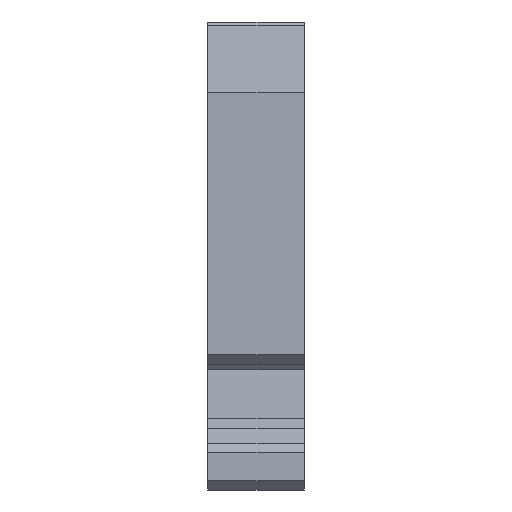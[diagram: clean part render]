
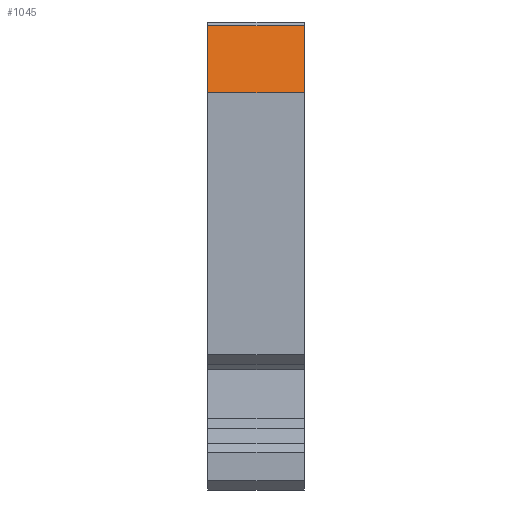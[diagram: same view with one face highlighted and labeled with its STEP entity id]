
A CAD part, left-side view. The second image highlights one B-rep face of the part: STEP entity #1045.
In plain terms, the highlighted free-form (B-spline) face has degree [1, 1] with [2, 2] control points.
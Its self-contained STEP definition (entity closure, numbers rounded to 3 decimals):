
#25=CARTESIAN_POINT('',(-35.75,10.2,35.4));
#26=VERTEX_POINT('',#25);
#27=CARTESIAN_POINT('',(-35.75,0.,35.4));
#28=VERTEX_POINT('',#27);
#29=CARTESIAN_POINT('',(-35.75,10.2,35.4));
#30=CARTESIAN_POINT('',(-35.75,0.,35.4));
#31=B_SPLINE_CURVE_WITH_KNOTS('',1,(#29,#30),.POLYLINE_FORM.,.F.,.U.,(2,2),(0.064,0.781),.UNSPECIFIED.);
#32=EDGE_CURVE('',#26,#28,#31,.T.);
#1011=CARTESIAN_POINT('',(-38.153,-9.026,24.094));
#1012=CARTESIAN_POINT('',(-38.153,29.426,24.094));
#1013=CARTESIAN_POINT('',(-30.159,-9.026,61.706));
#1014=CARTESIAN_POINT('',(-30.159,29.426,61.706));
#1015=B_SPLINE_SURFACE_WITH_KNOTS('',1,1,((#1011,#1012),(#1013,#1014)),.PLANE_SURF.,.F.,.F.,.U.,(2,2),(2,2),(0.,1.),(0.,1.),.UNSPECIFIED.);
#1016=CARTESIAN_POINT('',(-34.25,0.,42.457));
#1017=VERTEX_POINT('',#1016);
#1018=CARTESIAN_POINT('',(-34.245,0.,42.504));
#1019=VERTEX_POINT('',#1018);
#1020=CARTESIAN_POINT('',(-34.25,0.,42.457));
#1021=CARTESIAN_POINT('',(-34.25,0.,42.504));
#1022=B_SPLINE_CURVE_WITH_KNOTS('',1,(#1020,#1021),.POLYLINE_FORM.,.F.,.U.,(2,2),(0.,0.047),.UNSPECIFIED.);
#1023=EDGE_CURVE('',#1017,#1019,#1022,.T.);
#1024=ORIENTED_EDGE('',*,*,#1023,.T.);
#1025=CARTESIAN_POINT('',(-34.24,10.2,42.504));
#1026=VERTEX_POINT('',#1025);
#1027=CARTESIAN_POINT('',(-34.24,0.,42.504));
#1028=CARTESIAN_POINT('',(-34.24,10.2,42.504));
#1029=B_SPLINE_CURVE_WITH_KNOTS('',1,(#1027,#1028),.POLYLINE_FORM.,.F.,.U.,(2,2),(0.,1.),.UNSPECIFIED.);
#1030=EDGE_CURVE('',#1019,#1026,#1029,.T.);
#1031=ORIENTED_EDGE('',*,*,#1030,.T.);
#1032=CARTESIAN_POINT('',(-35.75,10.2,35.4));
#1033=CARTESIAN_POINT('',(-34.24,10.2,42.504));
#1034=B_SPLINE_CURVE_WITH_KNOTS('',1,(#1032,#1033),.POLYLINE_FORM.,.F.,.U.,(2,2),(0.,1.),.UNSPECIFIED.);
#1035=EDGE_CURVE('',#26,#1026,#1034,.T.);
#1036=ORIENTED_EDGE('',*,*,#1035,.F.);
#1037=ORIENTED_EDGE('',*,*,#32,.T.);
#1038=CARTESIAN_POINT('',(-35.75,0.,35.4));
#1039=CARTESIAN_POINT('',(-34.25,0.,42.457));
#1040=B_SPLINE_CURVE_WITH_KNOTS('',1,(#1038,#1039),.POLYLINE_FORM.,.F.,.U.,(2,2),(0.5,0.5),.UNSPECIFIED.);
#1041=EDGE_CURVE('',#28,#1017,#1040,.T.);
#1042=ORIENTED_EDGE('',*,*,#1041,.T.);
#1043=EDGE_LOOP('',(#1024,#1031,#1036,#1037,#1042));
#1044=FACE_OUTER_BOUND('',#1043,.T.);
#1045=ADVANCED_FACE('',(#1044),#1015,.T.);
